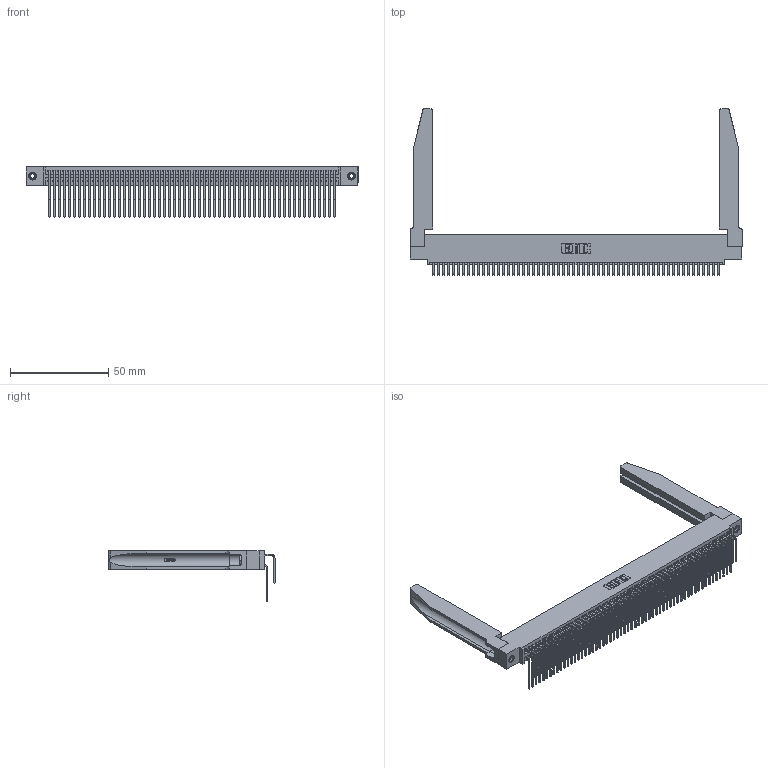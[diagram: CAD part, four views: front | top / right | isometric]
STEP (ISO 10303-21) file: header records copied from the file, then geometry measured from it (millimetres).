
FILE_DESCRIPTION (( 'STEP AP203' ), '1' );
FILE_NAME ('395-116-559-578.STEP', '2019-10-27T22:41:19', ( '' ), ( '' ), 'SwSTEP 2.0', 'SolidWorks 2016', '' );
FILE_SCHEMA (( 'CONFIG_CONTROL_DESIGN' ));
Length unit declared in the file: inch
Products named in the file (6): 345-292-001_559 Tail - 2; 345-250-001_345-250-001-102; 345-220-078_345-220-078; 395-116-559-578; 345 Part_0.110 Offset - 0.156 Dia-TH; 345-292-001_558 559 Tail - 1
Assembly tree (121 placements, depth 2):
  395-116-559-578
    345 Part_0.110 Offset - 0.156 Dia-TH
    345-292-001_558 559 Tail - 1  x58
    345-292-001_559 Tail - 2  x58
    345-250-001_345-250-001-102  x2
    345-220-078_345-220-078  x2
Bounding box: 168.55 x 84.32 x 25.53 mm (x, y, z)
Volume: 24888.3 mm3; surface area: 35690.9 mm2
Topology: 121 solids, 121 shells, 6396 faces, 18941 edges, 12462 vertices
Faces by surface type: plane 4286, cylinder 2058, bspline 36, cone 12, torus 4
Entity records: 49878 total; most frequent: CARTESIAN_POINT 9310, ORIENTED_EDGE 8090, DIRECTION 7155, EDGE_CURVE 4045, LINE 3547, VECTOR 3547, VERTEX_POINT 2688, AXIS2_PLACEMENT_3D 1804
